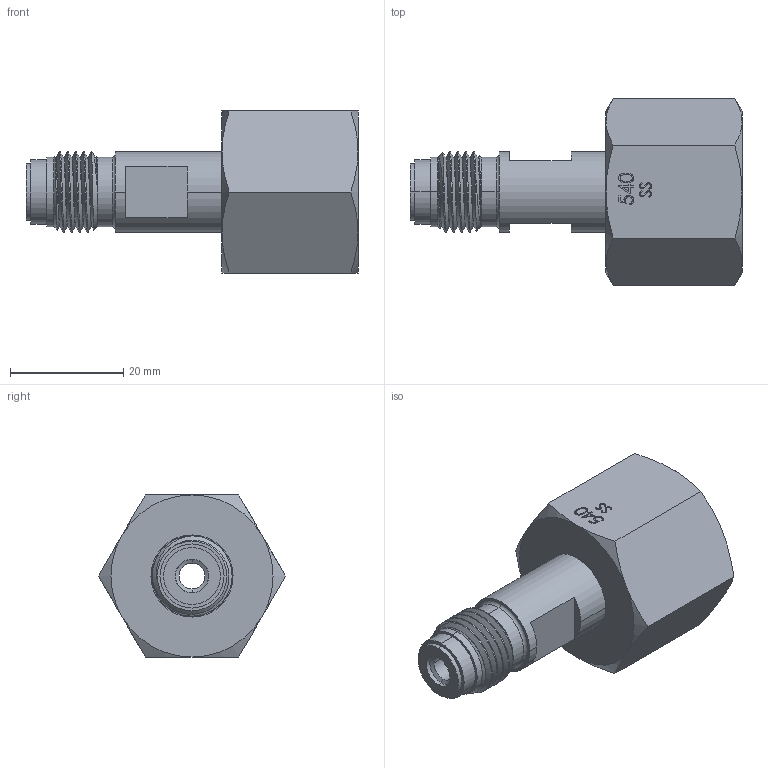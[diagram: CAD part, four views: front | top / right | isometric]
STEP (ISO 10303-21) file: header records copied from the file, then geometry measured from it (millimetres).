
FILE_DESCRIPTION (( 'STEP AP203' ), '1' );
FILE_NAME ('INL-540SS-4MFS-36.STEP', '2025-01-09T13:53:25', ( '' ), ( '' ), 'SwSTEP 2.0', 'SolidWorks 2018', '' );
FILE_SCHEMA (( 'CONFIG_CONTROL_DESIGN' ));
Length unit declared in the file: inch
Products named in the file (1): INL-540SS-4MFS-36
Bounding box: 58.56 x 33 x 28.57 mm (x, y, z)
Volume: 16602.4 mm3; surface area: 9436 mm2
Topology: 2 solids, 2 shells, 191 faces, 688 edges, 514 vertices
Faces by surface type: bspline 54, plane 52, cylinder 46, cone 29, torus 10
Entity records: 15958 total; most frequent: CARTESIAN_POINT 10741, ORIENTED_EDGE 1376, EDGE_CURVE 688, DIRECTION 663, VERTEX_POINT 514, B_SPLINE_CURVE_WITH_KNOTS 376, AXIS2_PLACEMENT_3D 234, EDGE_LOOP 208
